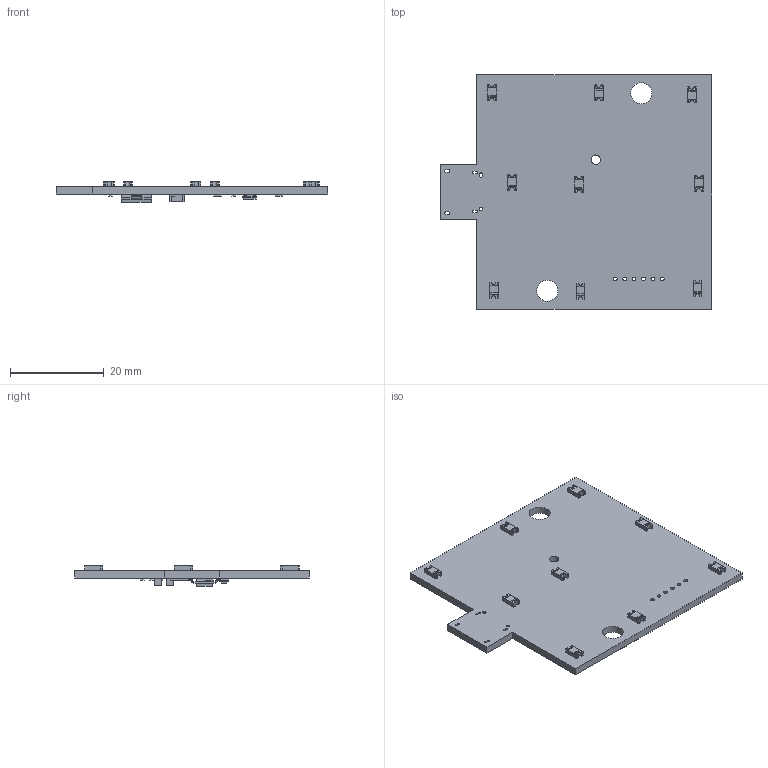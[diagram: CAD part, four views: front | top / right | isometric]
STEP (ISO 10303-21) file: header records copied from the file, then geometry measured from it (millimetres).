
FILE_DESCRIPTION(('KiCad electronic assembly'),'2;1');
FILE_NAME('v1_rev3.step','2023-11-22T22:15:17',('Pcbnew'),('Kicad'), 'Open CASCADE STEP processor 7.7','KiCad to STEP converter','Unknown' );
FILE_SCHEMA(('AUTOMOTIVE_DESIGN { 1 0 10303 214 1 1 1 1 }'));
Length unit declared in the file: millimetre
Products named in the file (12): v1_rev3 1; D_1206_3216Metric; SOLID; SuperSOT-3; C_1206_3216Metric; R_0603_1608Metric; SOT-223; _autosave-v1 PCB
Assembly tree (33 placements, depth 3):
  v1_rev3 1
    D_1206_3216Metric  x9
      SOLID
    SuperSOT-3
      SOLID
    C_1206_3216Metric  x2
      SOLID
    R_0603_1608Metric  x14
      SOLID
    SOT-223
      SOLID
    _autosave-v1 PCB
Bounding box: 57.71 x 49.99 x 4.36 mm (x, y, z)
Volume: 4188.5 mm3; surface area: 5980.9 mm2
Topology: 28 solids, 28 shells, 1040 faces, 2793 edges, 1822 vertices
Faces by surface type: plane 697, cylinder 300, bspline 43
Full cylindrical faces by diameter (mm): 0.65 x1, 0.8 x6, 2 x1, 4.5 x2
Entity records: 26391 total; most frequent: CARTESIAN_POINT 5375, DIRECTION 3344, LINE 2306, VECTOR 2306, ORIENTED_EDGE 1946, PCURVE 1946, DEFINITIONAL_REPRESENTATION 1946, EDGE_CURVE 973
